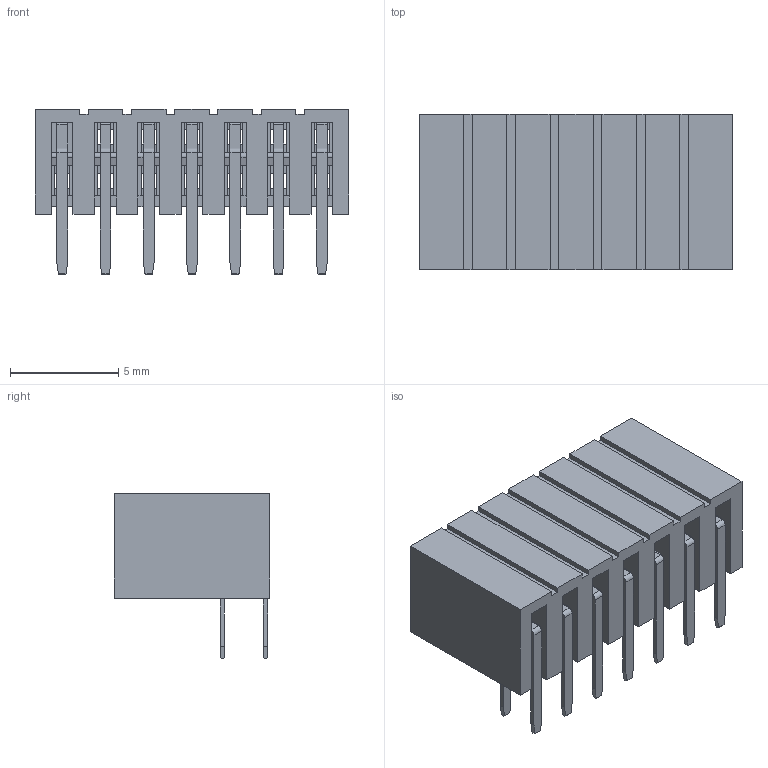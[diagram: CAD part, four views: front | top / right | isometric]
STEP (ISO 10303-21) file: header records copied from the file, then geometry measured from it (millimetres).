
FILE_DESCRIPTION(('STEP AP214'),'1');
FILE_NAME('female_header_a-bl200-da-g14d.stp','2015-03-26T16:00:47',('TraceParts'),('TraceParts S.A.'),'XStep 1.0',' ',' ');
FILE_SCHEMA(('automotive_design'));
Length unit declared in the file: millimetre
Products named in the file (1): 1
Bounding box: 14.5 x 7.2 x 7.65 mm (x, y, z)
Volume: 318.5 mm3; surface area: 1092.2 mm2
Topology: 1 solids, 1 shells, 564 faces, 1736 edges, 1148 vertices
Faces by surface type: plane 522, cylinder 42
Entity records: 38060 total; most frequent: ORIENTED_EDGE 3472, CARTESIAN_POINT 3449, STYLED_ITEM 3448, PRESENTATION_STYLE_ASSIGNMENT 3448, COLOUR_RGB 3448, DIRECTION 2950, EDGE_CURVE 1736, CURVE_STYLE 1736
